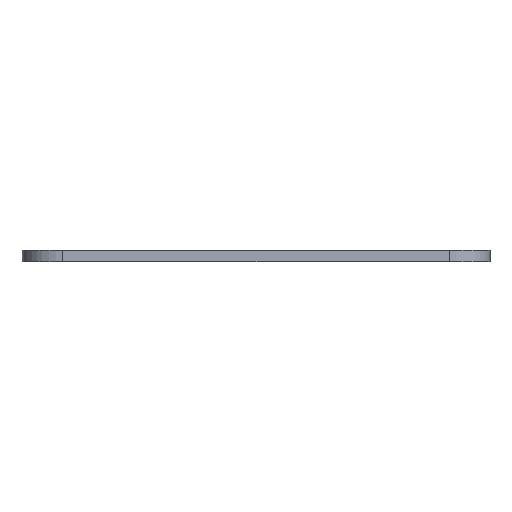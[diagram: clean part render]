
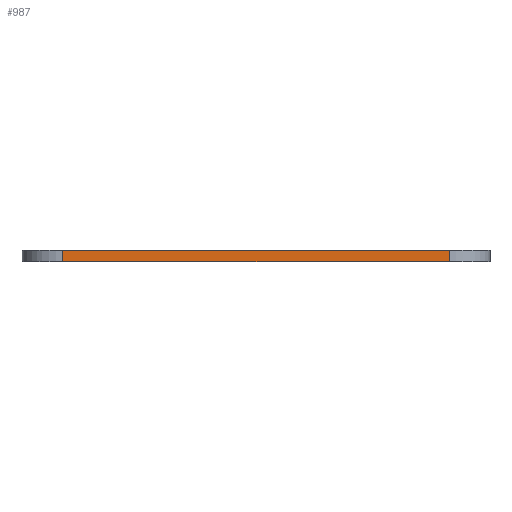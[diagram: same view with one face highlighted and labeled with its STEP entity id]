
A CAD part, front view. The second image highlights one B-rep face of the part: STEP entity #987.
In plain terms, the highlighted planar face has unit normal (0, -1, 0).
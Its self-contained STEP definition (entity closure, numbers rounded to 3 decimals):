
#117=CARTESIAN_POINT('',(16.5,-20.,-0.5));
#118=VERTEX_POINT('',#117);
#126=CARTESIAN_POINT('',(-16.5,-20.0,-0.5));
#127=VERTEX_POINT('',#126);
#128=CARTESIAN_POINT('',(-16.5,-20.0,-0.5));
#129=DIRECTION('',(1.0,0.0,0.0));
#130=VECTOR('',#129,33.0);
#131=LINE('',#128,#130);
#132=EDGE_CURVE('',#127,#118,#131,.T.);
#946=CARTESIAN_POINT('',(16.5,-20.,0.5));
#947=VERTEX_POINT('',#946);
#955=CARTESIAN_POINT('',(16.5,-20.,0.5));
#956=DIRECTION('',(0.0,0.0,-1.0));
#957=VECTOR('',#956,1.0);
#958=LINE('',#955,#957);
#959=EDGE_CURVE('',#947,#118,#958,.T.);
#964=CARTESIAN_POINT('',(20.,-20.,0.0));
#965=DIRECTION('',(0.0,-1.0,0.0));
#966=DIRECTION('',(0.0,0.0,-1.0));
#967=AXIS2_PLACEMENT_3D('',#964,#965,#966);
#968=PLANE('',#967);
#969=ORIENTED_EDGE('',*,*,#959,.F.);
#970=CARTESIAN_POINT('',(-16.5,-20.0,0.5));
#971=VERTEX_POINT('',#970);
#972=CARTESIAN_POINT('',(16.5,-20.,0.5));
#973=DIRECTION('',(-1.0,0.0,0.0));
#974=VECTOR('',#973,33.0);
#975=LINE('',#972,#974);
#976=EDGE_CURVE('',#947,#971,#975,.T.);
#977=ORIENTED_EDGE('',*,*,#976,.T.);
#978=CARTESIAN_POINT('',(-16.5,-20.0,-0.5));
#979=DIRECTION('',(0.0,0.0,1.0));
#980=VECTOR('',#979,1.0);
#981=LINE('',#978,#980);
#982=EDGE_CURVE('',#127,#971,#981,.T.);
#983=ORIENTED_EDGE('',*,*,#982,.F.);
#984=ORIENTED_EDGE('',*,*,#132,.T.);
#985=EDGE_LOOP('',(#969,#977,#983,#984));
#986=FACE_OUTER_BOUND('',#985,.T.);
#987=ADVANCED_FACE('',(#986),#968,.T.);
